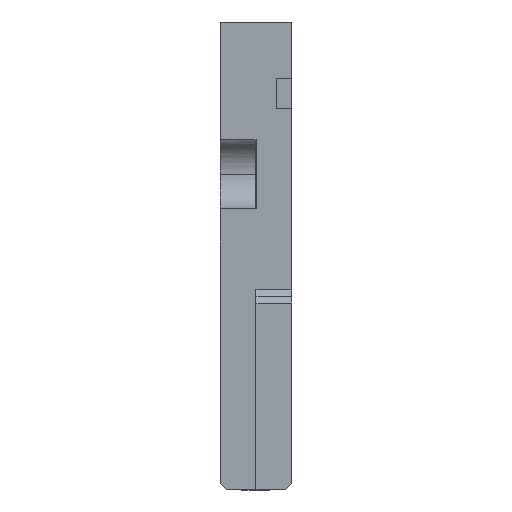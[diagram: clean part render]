
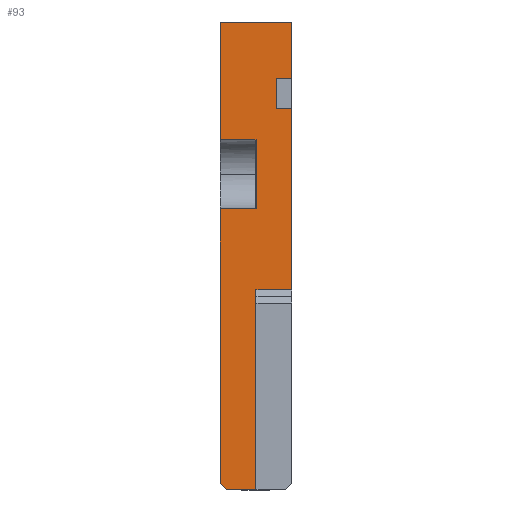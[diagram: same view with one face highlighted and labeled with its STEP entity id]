
A CAD part, left-side view. The second image highlights one B-rep face of the part: STEP entity #93.
In plain terms, the highlighted planar face has unit normal (-1, 0, 0).
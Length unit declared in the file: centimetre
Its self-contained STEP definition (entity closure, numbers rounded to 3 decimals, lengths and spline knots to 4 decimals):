
#93=ADVANCED_FACE('',(#175),#1411,.T.);
#175=FACE_OUTER_BOUND('',#263,.T.);
#263=EDGE_LOOP('',(#598,#599,#600,#601,#602,#603,#604,#605,#606,#607,#608,
#609,#610,#611,#612));
#598=ORIENTED_EDGE('',*,*,#916,.F.);
#599=ORIENTED_EDGE('',*,*,#757,.F.);
#600=ORIENTED_EDGE('',*,*,#927,.F.);
#601=ORIENTED_EDGE('',*,*,#897,.T.);
#602=ORIENTED_EDGE('',*,*,#765,.F.);
#603=ORIENTED_EDGE('',*,*,#764,.F.);
#604=ORIENTED_EDGE('',*,*,#763,.F.);
#605=ORIENTED_EDGE('',*,*,#762,.F.);
#606=ORIENTED_EDGE('',*,*,#884,.F.);
#607=ORIENTED_EDGE('',*,*,#761,.F.);
#608=ORIENTED_EDGE('',*,*,#945,.F.);
#609=ORIENTED_EDGE('',*,*,#760,.F.);
#610=ORIENTED_EDGE('',*,*,#759,.F.);
#611=ORIENTED_EDGE('',*,*,#758,.F.);
#612=ORIENTED_EDGE('',*,*,#942,.F.);
#757=EDGE_CURVE('',#1216,#1322,#1038,.T.);
#758=EDGE_CURVE('',#1217,#1218,#1039,.T.);
#759=EDGE_CURVE('',#1218,#1219,#1040,.T.);
#760=EDGE_CURVE('',#1219,#1220,#976,.T.);
#761=EDGE_CURVE('',#1221,#1222,#1041,.T.);
#762=EDGE_CURVE('',#1223,#1224,#1042,.T.);
#763=EDGE_CURVE('',#1224,#1225,#1043,.T.);
#764=EDGE_CURVE('',#1225,#1226,#1044,.T.);
#765=EDGE_CURVE('',#1226,#1314,#1045,.T.);
#884=EDGE_CURVE('',#1222,#1223,#1134,.T.);
#897=EDGE_CURVE('',#1317,#1314,#1143,.T.);
#916=EDGE_CURVE('',#1322,#1326,#1162,.T.);
#927=EDGE_CURVE('',#1317,#1216,#1166,.T.);
#942=EDGE_CURVE('',#1326,#1217,#1179,.T.);
#945=EDGE_CURVE('',#1220,#1221,#1182,.T.);
#976=(
BOUNDED_CURVE()
B_SPLINE_CURVE(1,(#2117,#2118),.UNSPECIFIED.,.F.,.F.)
B_SPLINE_CURVE_WITH_KNOTS((2,2),(78.4196,83.9196),
 .UNSPECIFIED.)
CURVE()
GEOMETRIC_REPRESENTATION_ITEM()
RATIONAL_B_SPLINE_CURVE((1.,1.))
REPRESENTATION_ITEM('')
);
#1038=B_SPLINE_CURVE_WITH_KNOTS('',1,(#2111,#2112),.UNSPECIFIED.,.F.,.F.,
(2,2),(-25.122,-20.6264),.UNSPECIFIED.);
#1039=B_SPLINE_CURVE_WITH_KNOTS('',1,(#2113,#2114),.UNSPECIFIED.,.F.,.F.,
(2,2),(62.3196,67.8196),.UNSPECIFIED.);
#1040=B_SPLINE_CURVE_WITH_KNOTS('',1,(#2115,#2116),.UNSPECIFIED.,.F.,.F.,
(2,2),(67.8196,78.4196),.UNSPECIFIED.);
#1041=B_SPLINE_CURVE_WITH_KNOTS('',1,(#2119,#2120),.UNSPECIFIED.,.F.,.F.,
(2,2),(101.8315,112.8315),.UNSPECIFIED.);
#1042=B_SPLINE_CURVE_WITH_KNOTS('',1,(#2121,#2122),.UNSPECIFIED.,.F.,.F.,
(2,2),(121.5815,123.8815),.UNSPECIFIED.);
#1043=B_SPLINE_CURVE_WITH_KNOTS('',1,(#2123,#2124),.UNSPECIFIED.,.F.,.F.,
(2,2),(123.8815,128.4815),.UNSPECIFIED.);
#1044=B_SPLINE_CURVE_WITH_KNOTS('',1,(#2125,#2126),.UNSPECIFIED.,.F.,.F.,
(2,2),(128.4815,130.7815),.UNSPECIFIED.);
#1045=B_SPLINE_CURVE_WITH_KNOTS('',1,(#2127,#2128),.UNSPECIFIED.,.F.,.F.,
(2,2),(7.0502,35.3531),.UNSPECIFIED.);
#1134=B_SPLINE_CURVE_WITH_KNOTS('',1,(#2538,#2539,#2540),.UNSPECIFIED.,
 .F.,.F.,(2,1,2),(112.8315,119.2315,121.5815),
 .UNSPECIFIED.);
#1143=B_SPLINE_CURVE_WITH_KNOTS('',1,(#2584,#2585),.UNSPECIFIED.,.F.,.F.,
(2,2),(0.,5.5044),.UNSPECIFIED.);
#1162=B_SPLINE_CURVE_WITH_KNOTS('',1,(#2626,#2627),.UNSPECIFIED.,.F.,.F.,
(2,2),(-1.,0.),.UNSPECIFIED.);
#1166=B_SPLINE_CURVE_WITH_KNOTS('',1,(#2687,#2688,#2689,#2690),
 .UNSPECIFIED.,.F.,.F.,(2,1,1,2),(-30.6,-29.6,-2.8051,-0.2051),
 .UNSPECIFIED.);
#1179=B_SPLINE_CURVE_WITH_KNOTS('',1,(#2784,#2785),.UNSPECIFIED.,.F.,.F.,
(2,2),(20.6264,62.3196),.UNSPECIFIED.);
#1182=B_SPLINE_CURVE_WITH_KNOTS('',1,(#2790,#2791),.UNSPECIFIED.,.F.,.F.,
(2,2),(83.9196,101.8315),.UNSPECIFIED.);
#1216=VERTEX_POINT('',#1937);
#1217=VERTEX_POINT('',#1938);
#1218=VERTEX_POINT('',#1939);
#1219=VERTEX_POINT('',#1940);
#1220=VERTEX_POINT('',#1941);
#1221=VERTEX_POINT('',#1942);
#1222=VERTEX_POINT('',#1943);
#1223=VERTEX_POINT('',#1944);
#1224=VERTEX_POINT('',#1945);
#1225=VERTEX_POINT('',#1946);
#1226=VERTEX_POINT('',#1947);
#1314=VERTEX_POINT('',#2035);
#1317=VERTEX_POINT('',#2038);
#1322=VERTEX_POINT('',#2043);
#1326=VERTEX_POINT('',#2047);
#1411=PLANE('',#1490);
#1490=AXIS2_PLACEMENT_3D('',#1792,#1552,$);
#1552=DIRECTION('',(-1.,0.,0.));
#1792=CARTESIAN_POINT('',(32.,3.39,-64.316));
#1937=CARTESIAN_POINT('',(32.,9.0044,-63.6));
#1938=CARTESIAN_POINT('',(32.,14.5,-20.6));
#1939=CARTESIAN_POINT('',(32.,9.,-20.6));
#1940=CARTESIAN_POINT('',(32.,9.,-10.));
#1941=CARTESIAN_POINT('',(32.,14.5,-10.));
#1942=CARTESIAN_POINT('',(32.,14.5,8.));
#1943=CARTESIAN_POINT('',(32.,3.5,8.));
#1944=CARTESIAN_POINT('',(32.,3.5,-0.7));
#1945=CARTESIAN_POINT('',(32.,5.8,-0.7));
#1946=CARTESIAN_POINT('',(32.,5.8,-5.3));
#1947=CARTESIAN_POINT('',(32.,3.5,-5.3));
#2035=CARTESIAN_POINT('',(32.,3.5,-33.));
#2038=CARTESIAN_POINT('',(32.,9.0044,-33.));
#2043=CARTESIAN_POINT('',(32.,13.5,-63.6));
#2047=CARTESIAN_POINT('',(32.,14.5,-62.6));
#2111=CARTESIAN_POINT('',(32.,9.0044,-63.6));
#2112=CARTESIAN_POINT('',(32.,13.5,-63.6));
#2113=CARTESIAN_POINT('',(32.,14.5,-20.6));
#2114=CARTESIAN_POINT('',(32.,9.,-20.6));
#2115=CARTESIAN_POINT('',(32.,9.,-20.6));
#2116=CARTESIAN_POINT('',(32.,9.,-10.));
#2117=CARTESIAN_POINT('',(32.,9.,-10.));
#2118=CARTESIAN_POINT('',(32.,14.5,-10.));
#2119=CARTESIAN_POINT('',(32.,14.5,8.));
#2120=CARTESIAN_POINT('',(32.,3.5,8.));
#2121=CARTESIAN_POINT('',(32.,3.5,-0.7));
#2122=CARTESIAN_POINT('',(32.,5.8,-0.7));
#2123=CARTESIAN_POINT('',(32.,5.8,-0.7));
#2124=CARTESIAN_POINT('',(32.,5.8,-5.3));
#2125=CARTESIAN_POINT('',(32.,5.8,-5.3));
#2126=CARTESIAN_POINT('',(32.,3.5,-5.3));
#2127=CARTESIAN_POINT('',(32.,3.5,-5.3));
#2128=CARTESIAN_POINT('',(32.,3.5,-33.));
#2538=CARTESIAN_POINT('',(32.,3.5,8.));
#2539=CARTESIAN_POINT('',(32.,3.5,1.6));
#2540=CARTESIAN_POINT('',(32.,3.5,-0.7));
#2584=CARTESIAN_POINT('',(32.,9.0044,-33.));
#2585=CARTESIAN_POINT('',(32.,3.5,-33.));
#2626=CARTESIAN_POINT('',(32.,13.5,-63.6));
#2627=CARTESIAN_POINT('',(32.,14.5,-62.6));
#2687=CARTESIAN_POINT('',(32.,9.0044,-33.));
#2688=CARTESIAN_POINT('',(32.,9.0044,-34.));
#2689=CARTESIAN_POINT('',(32.,9.0044,-61.));
#2690=CARTESIAN_POINT('',(32.,9.0044,-63.6));
#2784=CARTESIAN_POINT('',(32.,14.5,-62.6));
#2785=CARTESIAN_POINT('',(32.,14.5,-20.6));
#2790=CARTESIAN_POINT('',(32.,14.5,-10.));
#2791=CARTESIAN_POINT('',(32.,14.5,8.));
